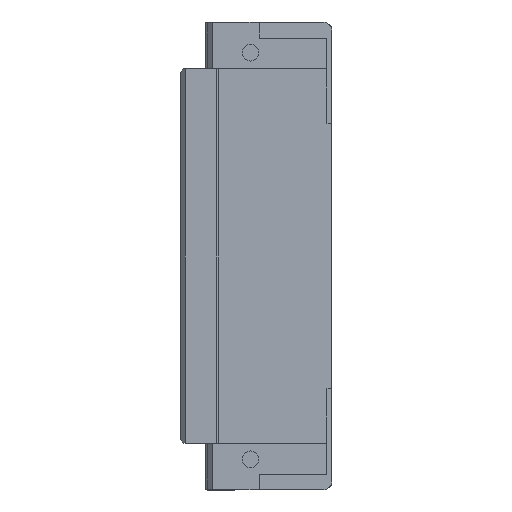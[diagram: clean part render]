
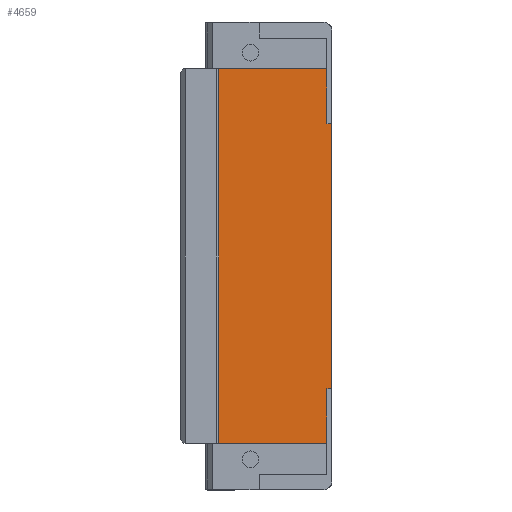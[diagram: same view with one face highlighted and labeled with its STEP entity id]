
A CAD part, left-side view. The second image highlights one B-rep face of the part: STEP entity #4659.
In plain terms, the highlighted planar face has unit normal (-1, 0, 0).
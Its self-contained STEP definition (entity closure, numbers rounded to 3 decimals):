
#1416 = AXIS2_PLACEMENT_3D ( 'NONE', #12175, #12170, #12169 ) ;
#1797 = VERTEX_POINT ( 'NONE', #5642 ) ;
#1805 = VERTEX_POINT ( 'NONE', #5630 ) ;
#2410 = ORIENTED_EDGE ( 'NONE', *, *, #8265, .F. ) ;
#2411 = ORIENTED_EDGE ( 'NONE', *, *, #8241, .F. ) ;
#2436 = ORIENTED_EDGE ( 'NONE', *, *, #8266, .F. ) ;
#2537 = ORIENTED_EDGE ( 'NONE', *, *, #8239, .T. ) ;
#2578 = ORIENTED_EDGE ( 'NONE', *, *, #8244, .F. ) ;
#2587 = ORIENTED_EDGE ( 'NONE', *, *, #8240, .F. ) ;
#2589 = ORIENTED_EDGE ( 'NONE', *, *, #8242, .F. ) ;
#2590 = ORIENTED_EDGE ( 'NONE', *, *, #8245, .T. ) ;
#3484 = VERTEX_POINT ( 'NONE', #5349 ) ;
#3493 = VERTEX_POINT ( 'NONE', #5334 ) ;
#3500 = VERTEX_POINT ( 'NONE', #5326 ) ;
#3569 = VERTEX_POINT ( 'NONE', #5247 ) ;
#3677 = VERTEX_POINT ( 'NONE', #5135 ) ;
#3718 = VERTEX_POINT ( 'NONE', #5089 ) ;
#4659 = ADVANCED_FACE ( 'NONE', ( #15115 ), #12178, .F. ) ;
#5089 = CARTESIAN_POINT ( 'NONE',  ( -16.7, 13.7, 61. ) ) ;
#5135 = CARTESIAN_POINT ( 'NONE',  ( -16.7, -4.7, 8.9 ) ) ;
#5247 = CARTESIAN_POINT ( 'NONE',  ( -16.7, -4.7, 52.05 ) ) ;
#5326 = CARTESIAN_POINT ( 'NONE',  ( -16.7, -3.9, 8.9 ) ) ;
#5334 = CARTESIAN_POINT ( 'NONE',  ( -16.7, 13.7, 0. ) ) ;
#5349 = CARTESIAN_POINT ( 'NONE',  ( -16.7, -3.9, 0. ) ) ;
#5630 = CARTESIAN_POINT ( 'NONE',  ( -16.7, -3.9, 61. ) ) ;
#5642 = CARTESIAN_POINT ( 'NONE',  ( -16.7, -3.9, 52.05 ) ) ;
#8013 = DIRECTION ( 'NONE',  ( 0., 0., -1. ) ) ;
#8014 = CARTESIAN_POINT ( 'NONE',  ( -16.7, -4.7, 61. ) ) ;
#8021 = CARTESIAN_POINT ( 'NONE',  ( -16.7, -4.7, 52.05 ) ) ;
#8049 = DIRECTION ( 'NONE',  ( 0., 1., 0. ) ) ;
#8057 = CARTESIAN_POINT ( 'NONE',  ( -16.7, -4.7, 61. ) ) ;
#8060 = DIRECTION ( 'NONE',  ( 0., 0., -1. ) ) ;
#8103 = CARTESIAN_POINT ( 'NONE',  ( -16.7, -4.7, 8.9 ) ) ;
#8108 = DIRECTION ( 'NONE',  ( 0., 0., -1. ) ) ;
#8111 = CARTESIAN_POINT ( 'NONE',  ( -16.7, 13.7, 61. ) ) ;
#8116 = DIRECTION ( 'NONE',  ( 0., -1., 0. ) ) ;
#8119 = DIRECTION ( 'NONE',  ( 0., 0., -1. ) ) ;
#8121 = CARTESIAN_POINT ( 'NONE',  ( -16.7, -4.7, 0. ) ) ;
#8126 = DIRECTION ( 'NONE',  ( 0., -1., 0. ) ) ;
#8127 = CARTESIAN_POINT ( 'NONE',  ( -16.7, -3.9, 61. ) ) ;
#8128 = CARTESIAN_POINT ( 'NONE',  ( -16.7, -3.9, 61. ) ) ;
#8239 = EDGE_CURVE ( 'NONE', #3718, #3493, #14857, .T. ) ;
#8240 = EDGE_CURVE ( 'NONE', #3500, #3484, #14873, .T. ) ;
#8241 = EDGE_CURVE ( 'NONE', #3677, #3500, #14870, .T. ) ;
#8242 = EDGE_CURVE ( 'NONE', #3718, #1805, #14860, .T. ) ;
#8244 = EDGE_CURVE ( 'NONE', #1805, #1797, #14849, .T. ) ;
#8245 = EDGE_CURVE ( 'NONE', #3493, #3484, #14850, .T. ) ;
#8265 = EDGE_CURVE ( 'NONE', #3569, #3677, #14820, .T. ) ;
#8266 = EDGE_CURVE ( 'NONE', #1797, #3569, #14826, .T. ) ;
#10329 = EDGE_LOOP ( 'NONE', ( #2578, #2589, #2537, #2590, #2587, #2411, #2410, #2436 ) ) ;
#12169 = DIRECTION ( 'NONE',  ( 0., 0., -1. ) ) ;
#12170 = DIRECTION ( 'NONE',  ( 1., 0., 0. ) ) ;
#12175 = CARTESIAN_POINT ( 'NONE',  ( -16.7, -4.7, 61. ) ) ;
#12178 = PLANE ( 'NONE',  #1416 ) ;
#12940 = DIRECTION ( 'NONE',  ( 0., -1., 0. ) ) ;
#14817 = VECTOR ( 'NONE', #12940, 1000. ) ;
#14819 = VECTOR ( 'NONE', #8013, 1000. ) ;
#14820 = LINE ( 'NONE', #8014, #14819 ) ;
#14826 = LINE ( 'NONE', #8021, #14817 ) ;
#14847 = VECTOR ( 'NONE', #8116, 1000. ) ;
#14849 = LINE ( 'NONE', #8128, #14851 ) ;
#14850 = LINE ( 'NONE', #8121, #14847 ) ;
#14851 = VECTOR ( 'NONE', #8119, 1000. ) ;
#14852 = VECTOR ( 'NONE', #8126, 1000. ) ;
#14854 = VECTOR ( 'NONE', #8049, 1000. ) ;
#14855 = VECTOR ( 'NONE', #8060, 1000. ) ;
#14856 = VECTOR ( 'NONE', #8108, 1000. ) ;
#14857 = LINE ( 'NONE', #8111, #14856 ) ;
#14860 = LINE ( 'NONE', #8057, #14852 ) ;
#14870 = LINE ( 'NONE', #8103, #14854 ) ;
#14873 = LINE ( 'NONE', #8127, #14855 ) ;
#15115 = FACE_OUTER_BOUND ( 'NONE', #10329, .T. ) ;
